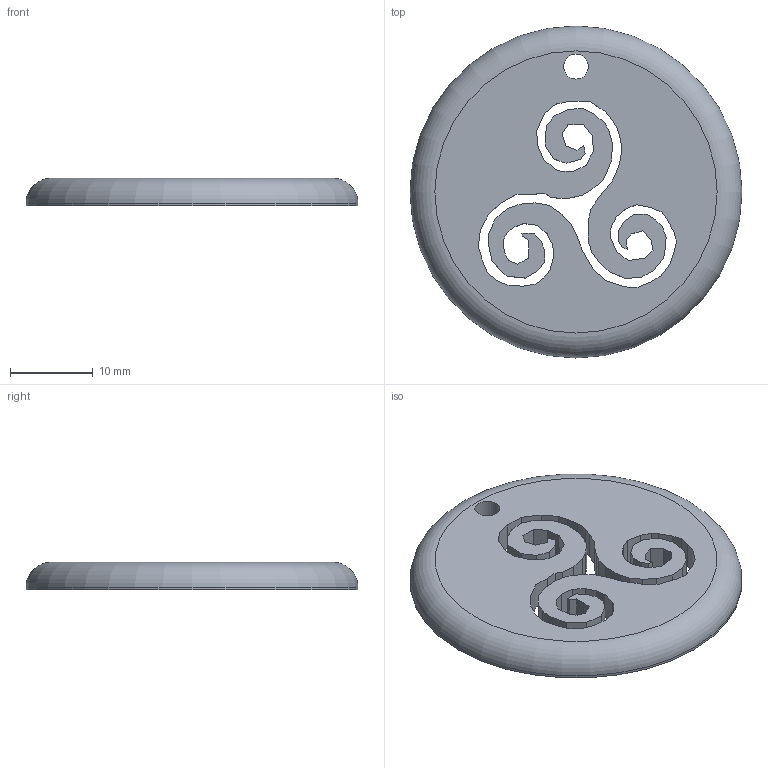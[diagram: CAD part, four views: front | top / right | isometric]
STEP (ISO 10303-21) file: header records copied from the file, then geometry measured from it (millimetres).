
FILE_DESCRIPTION(('FreeCAD Model'),'2;1');
FILE_NAME('Triskel.step','2017-09-12T19:35:17',('Author'),(''), 'Open CASCADE STEP processor 7.1','FreeCAD','Unknown');
FILE_SCHEMA(('AUTOMOTIVE_DESIGN { 1 0 10303 214 1 1 1 1 }'));
Length unit declared in the file: millimetre
Products named in the file (1): Cut001
Bounding box: 40 x 40 x 3.3 mm (x, y, z)
Volume: 3434.6 mm3; surface area: 3251.5 mm2
Topology: 1 solids, 1 shells, 153 faces, 454 edges, 301 vertices
Faces by surface type: bspline 148, cylinder 2, plane 2, torus 1
Full cylindrical faces by diameter (mm): 3 x1, 40 x1
Entity records: 12607 total; most frequent: CARTESIAN_POINT 6621, B_SPLINE_CURVE_WITH_KNOTS 1334, ORIENTED_EDGE 904, PCURVE 904, DEFINITIONAL_REPRESENTATION 904, EDGE_CURVE 452, SURFACE_CURVE 449, VERTEX_POINT 301
